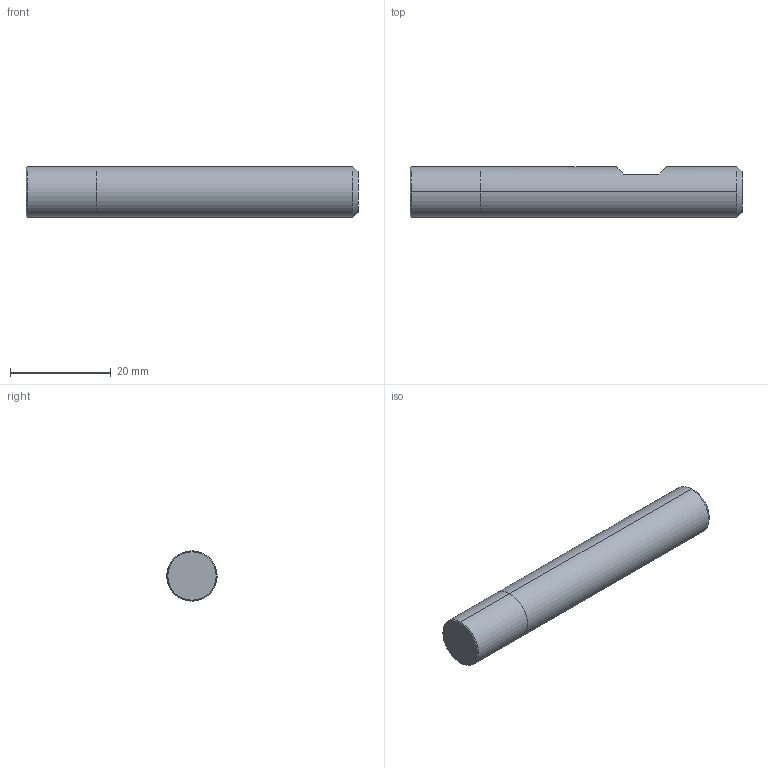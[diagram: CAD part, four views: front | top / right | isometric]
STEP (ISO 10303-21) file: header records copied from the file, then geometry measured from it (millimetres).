
FILE_DESCRIPTION (( 'STEP AP214' ), '1' );
FILE_NAME ('231.100.10_3D-model.step', '2020-07-13T10:41:17', ( '' ), ( '' ), 'SwSTEP 2.0', 'SolidWorks 2020', '' );
FILE_SCHEMA (( 'AUTOMOTIVE_DESIGN' ));
Length unit declared in the file: millimetre
Products named in the file (3): 231.100.10_3D-model; CUT-3D^Baugr6; NOCUT-3D^Baugr6
Assembly tree (2 placements, depth 2):
  231.100.10_3D-model
    CUT-3D^Baugr6
    NOCUT-3D^Baugr6
Bounding box: 66 x 10 x 10 mm (x, y, z)
Volume: 5107.6 mm3; surface area: 2363.6 mm2
Topology: 2 solids, 2 shells, 15 faces, 26 edges, 16 vertices
Faces by surface type: plane 7, cylinder 4, cone 4
Entity records: 470 total; most frequent: DIRECTION 76, CARTESIAN_POINT 68, ORIENTED_EDGE 52, AXIS2_PLACEMENT_3D 32, EDGE_CURVE 26, EDGE_LOOP 16, VERTEX_POINT 16, FACE_OUTER_BOUND 15
